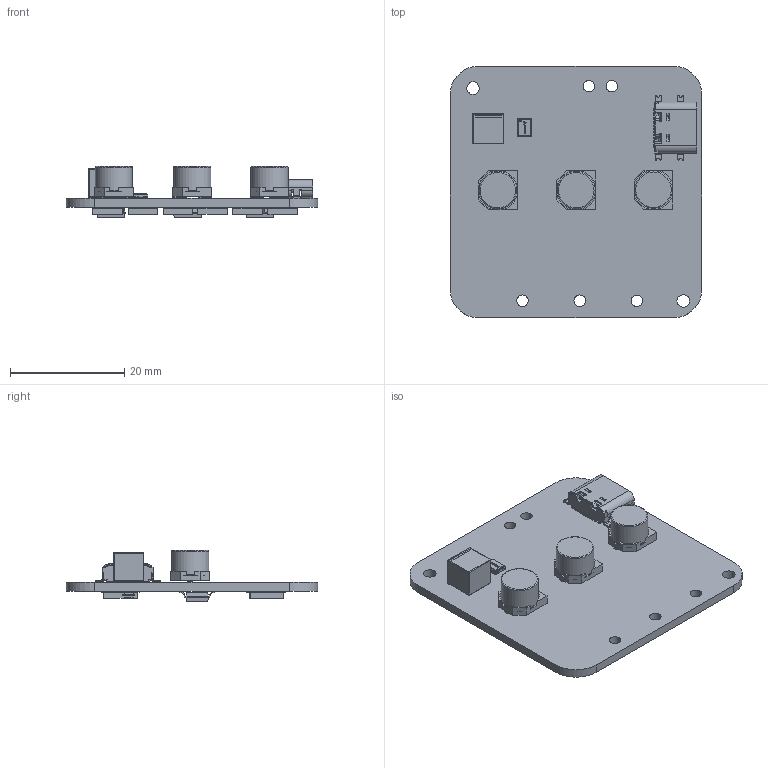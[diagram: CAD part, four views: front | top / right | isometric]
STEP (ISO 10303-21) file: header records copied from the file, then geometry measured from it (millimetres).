
FILE_DESCRIPTION(('KiCad electronic assembly'),'2;1');
FILE_NAME('ESC.step','2024-10-26T19:55:34',('Pcbnew'),('Kicad'), 'Open CASCADE STEP processor 7.8','KiCad to STEP converter','Unknown' );
FILE_SCHEMA(('AUTOMOTIVE_DESIGN { 1 0 10303 214 1 1 1 1 }'));
Length unit declared in the file: millimetre
Products named in the file (18): ESC 1; 865080543009; ASSEMBLY; XAL5050-822MEC; GSB1C41110SSHR; _16P_7_35_3D_; ABM8W-48.0000MHZ-6-D1X-T3; ABM8W-24.0000MHZ-4-D1X-T3; BSC060P03NS3E_G; BSC054N04NSGATMA1; IR2103STRPBF; LMR51420XDDCR; DDC0006A_ASM; ESC_PCB
Assembly tree (26 placements, depth 3):
  ESC 1
    865080543009  x3
      ASSEMBLY
    XAL5050-822MEC
      XAL5050-822MEC
    GSB1C41110SSHR
      _16P_7_35_3D_
    ABM8W-48.0000MHZ-6-D1X-T3
      ABM8W-24.0000MHZ-4-D1X-T3
    BSC060P03NS3E_G  x3
      ASSEMBLY
    BSC054N04NSGATMA1  x4
      ASSEMBLY
    IR2103STRPBF  x3
      ASSEMBLY
    LMR51420XDDCR
      DDC0006A_ASM
    ESC_PCB
Bounding box: 44 x 44 x 8.93 mm (x, y, z)
Volume: 4147 mm3; surface area: 6816.4 mm2
Topology: 137 solids, 137 shells, 2117 faces, 5408 edges, 3515 vertices
Faces by surface type: plane 1529, cylinder 431, bspline 105, cone 26, torus 14, sphere 8, revolution 4
Full cylindrical faces by diameter (mm): 0.487 x3, 0.65 x2, 2 x5, 2.2 x2, 6.5 x3
Entity records: 49711 total; most frequent: CARTESIAN_POINT 10395, ORIENTED_EDGE 8014, DIRECTION 7294, EDGE_CURVE 4007, LINE 2950, VECTOR 2950, VERTEX_POINT 2607, AXIS2_PLACEMENT_3D 2170
